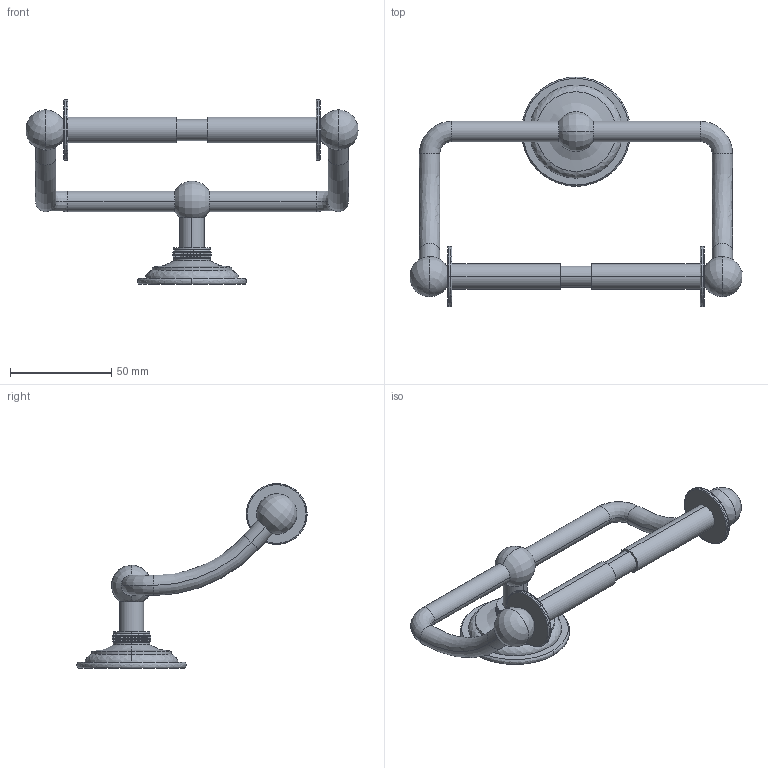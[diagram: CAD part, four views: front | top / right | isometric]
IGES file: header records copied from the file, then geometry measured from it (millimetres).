
Start section:  PTC IGES file: 2609.igs
Global section: file name: 2609.igs; native system: Creo Parametric by PTC Inc.; preprocessor: 2018400; author: jinson.thomas; organization: Unknown; date: 20211217.152651; units: inch
Bounding box: 164.13 x 113.8 x 91.3 mm (x, y, z)
Volume: 71063.5 mm3; surface area: 26470.6 mm2
Topology: 1 solids, 1 shells, 319 faces, 567 edges, 258 vertices
Faces by surface type: bspline 173, revolution 146
